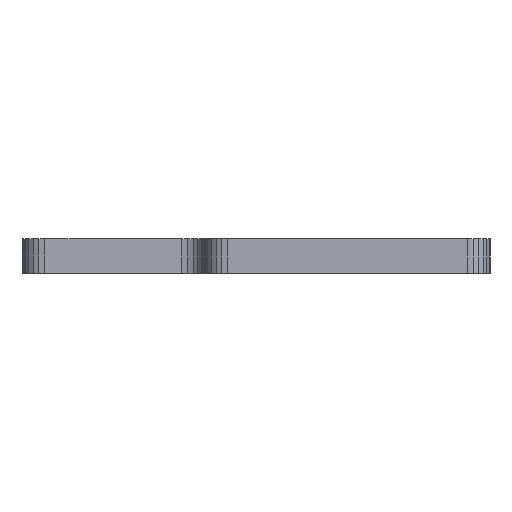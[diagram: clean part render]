
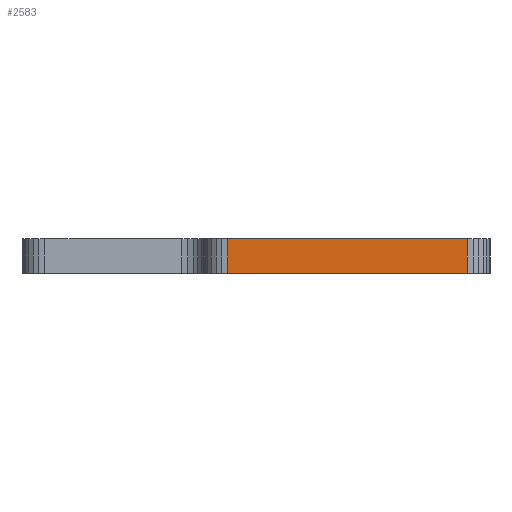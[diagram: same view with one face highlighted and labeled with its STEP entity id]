
A CAD part, left-side view. The second image highlights one B-rep face of the part: STEP entity #2583.
In plain terms, the highlighted planar face has unit normal (-1, 0, 0).
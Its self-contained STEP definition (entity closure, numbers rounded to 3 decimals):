
#584 = VERTEX_POINT('',#585);
#585 = CARTESIAN_POINT('',(11.,117.5,3.));
#591 = EDGE_CURVE('',#592,#584,#594,.T.);
#592 = VERTEX_POINT('',#593);
#593 = CARTESIAN_POINT('',(11.,96.5,3.));
#594 = LINE('',#595,#596);
#595 = CARTESIAN_POINT('',(11.,96.5,3.));
#596 = VECTOR('',#597,1.);
#597 = DIRECTION('',(0.,1.,0.));
#2086 = VERTEX_POINT('',#2087);
#2087 = CARTESIAN_POINT('',(11.,96.5,0.));
#2093 = EDGE_CURVE('',#2094,#2086,#2096,.T.);
#2094 = VERTEX_POINT('',#2095);
#2095 = CARTESIAN_POINT('',(11.,117.5,0.));
#2096 = LINE('',#2097,#2098);
#2097 = CARTESIAN_POINT('',(11.,117.5,0.));
#2098 = VECTOR('',#2099,1.);
#2099 = DIRECTION('',(0.,-1.,0.));
#2583 = ADVANCED_FACE('',(#2584),#2600,.T.);
#2584 = FACE_BOUND('',#2585,.T.);
#2585 = EDGE_LOOP('',(#2586,#2592,#2593,#2599));
#2586 = ORIENTED_EDGE('',*,*,#2587,.T.);
#2587 = EDGE_CURVE('',#2086,#592,#2588,.T.);
#2588 = LINE('',#2589,#2590);
#2589 = CARTESIAN_POINT('',(11.,96.5,0.));
#2590 = VECTOR('',#2591,1.);
#2591 = DIRECTION('',(0.,0.,1.));
#2592 = ORIENTED_EDGE('',*,*,#591,.T.);
#2593 = ORIENTED_EDGE('',*,*,#2594,.T.);
#2594 = EDGE_CURVE('',#584,#2094,#2595,.T.);
#2595 = LINE('',#2596,#2597);
#2596 = CARTESIAN_POINT('',(11.,117.5,3.));
#2597 = VECTOR('',#2598,1.);
#2598 = DIRECTION('',(0.,0.,-1.));
#2599 = ORIENTED_EDGE('',*,*,#2093,.T.);
#2600 = PLANE('',#2601);
#2601 = AXIS2_PLACEMENT_3D('',#2602,#2603,#2604);
#2602 = CARTESIAN_POINT('',(11.,107.,1.5));
#2603 = DIRECTION('',(-1.,-0.,-0.));
#2604 = DIRECTION('',(0.,0.,-1.));
